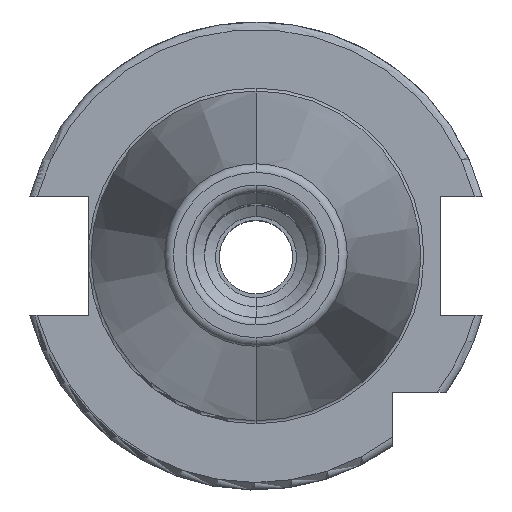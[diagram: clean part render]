
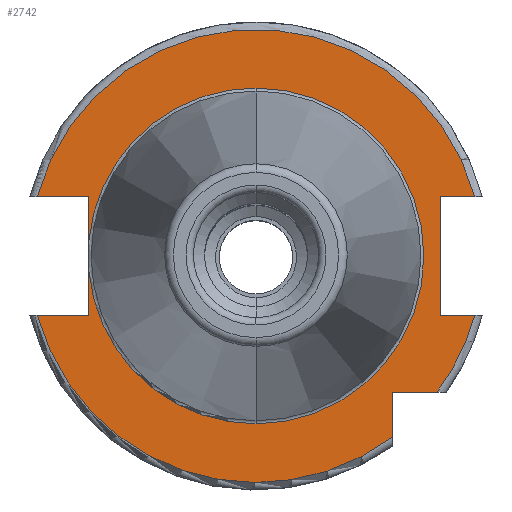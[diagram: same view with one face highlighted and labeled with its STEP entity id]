
A CAD part, top view. The second image highlights one B-rep face of the part: STEP entity #2742.
In plain terms, the highlighted planar face has unit normal (0, 0, 1).
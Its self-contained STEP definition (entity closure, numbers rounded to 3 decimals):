
#655=CARTESIAN_POINT('',(0,0,15.9));
#656=DIRECTION('',(0,0,1));
#657=DIRECTION('',(0.965,0.262,0));
#658=AXIS2_PLACEMENT_3D('',#655,#656,#657);
#706=CARTESIAN_POINT('',(0,0,15.9));
#707=DIRECTION('',(0,0,1));
#708=DIRECTION('',(-0.965,-0.262,0));
#709=AXIS2_PLACEMENT_3D('',#706,#707,#708);
#722=DIRECTION('',(1,0,0));
#723=VECTOR('',#722,7.004);
#724=CARTESIAN_POINT('',(-29.704,-8.05,15.9));
#725=LINE('',#724,#723);
#726=DIRECTION('',(0,1,0));
#727=VECTOR('',#726,5.917);
#728=CARTESIAN_POINT('',(-22.7,-8.05,15.9));
#729=LINE('',#728,#727);
#730=DIRECTION('',(0,1,0));
#731=VECTOR('',#730,5.917);
#732=CARTESIAN_POINT('',(-22.7,2.133,15.9));
#733=LINE('',#732,#731);
#734=DIRECTION('',(1,0,0));
#735=VECTOR('',#734,7.004);
#736=CARTESIAN_POINT('',(-29.704,8.05,15.9));
#737=LINE('',#736,#735);
#738=DIRECTION('',(-1,0,0));
#739=VECTOR('',#738,4.704);
#740=CARTESIAN_POINT('',(29.704,8.05,15.9));
#741=LINE('',#740,#739);
#742=DIRECTION('',(0,-1,0));
#743=VECTOR('',#742,16.1);
#744=CARTESIAN_POINT('',(25,8.05,15.9));
#745=LINE('',#744,#743);
#746=DIRECTION('',(-1,0,0));
#747=VECTOR('',#746,4.704);
#748=CARTESIAN_POINT('',(29.704,-8.05,15.9));
#749=LINE('',#748,#747);
#750=CARTESIAN_POINT('',(0,0,15.9));
#751=DIRECTION('',(0,0,1));
#752=DIRECTION('',(0.799,-0.601,0));
#753=AXIS2_PLACEMENT_3D('',#750,#751,#752);
#755=DIRECTION('',(-1,0,0));
#756=VECTOR('',#755,6.094);
#757=CARTESIAN_POINT('',(24.594,-18.5,15.9));
#758=LINE('',#757,#756);
#759=DIRECTION('',(0,1,0));
#760=VECTOR('',#759,6.094);
#761=CARTESIAN_POINT('',(18.5,-24.594,15.9));
#762=LINE('',#761,#760);
#773=CARTESIAN_POINT('',(0,0,15.9));
#774=DIRECTION('',(0,0,1));
#775=DIRECTION('',(0,1,0));
#776=AXIS2_PLACEMENT_3D('',#773,#774,#775);
#788=CARTESIAN_POINT('',(0,0,15.9));
#789=DIRECTION('',(0,0,1));
#790=DIRECTION('',(-0.996,-0.094,0));
#791=AXIS2_PLACEMENT_3D('',#788,#789,#790);
#793=CARTESIAN_POINT('',(0,0,15.9));
#794=DIRECTION('',(0,0,-1));
#795=DIRECTION('',(0,1,0));
#796=AXIS2_PLACEMENT_3D('',#793,#794,#795);
#1678=CARTESIAN_POINT('',(0,22.8,15.9));
#1680=VERTEX_POINT('',#1678);
#1700=CARTESIAN_POINT('',(0,-22.8,15.9));
#1702=VERTEX_POINT('',#1700);
#1848=CARTESIAN_POINT('',(-29.704,-8.05,15.9));
#1849=CARTESIAN_POINT('',(-22.7,-8.05,15.9));
#1850=VERTEX_POINT('',#1848);
#1851=VERTEX_POINT('',#1849);
#1852=CARTESIAN_POINT('',(-22.7,-2.133,15.9));
#1853=VERTEX_POINT('',#1852);
#1854=CARTESIAN_POINT('',(-22.7,2.133,15.9));
#1855=CARTESIAN_POINT('',(-22.7,8.05,15.9));
#1856=VERTEX_POINT('',#1854);
#1857=VERTEX_POINT('',#1855);
#1858=CARTESIAN_POINT('',(-29.704,8.05,15.9));
#1859=VERTEX_POINT('',#1858);
#1860=CARTESIAN_POINT('',(25,8.05,15.9));
#1861=CARTESIAN_POINT('',(25,-8.05,15.9));
#1862=VERTEX_POINT('',#1860);
#1863=VERTEX_POINT('',#1861);
#1864=CARTESIAN_POINT('',(29.704,-8.05,15.9));
#1865=VERTEX_POINT('',#1864);
#1866=CARTESIAN_POINT('',(29.704,8.05,15.9));
#1867=VERTEX_POINT('',#1866);
#1868=CARTESIAN_POINT('',(18.5,-24.594,15.9));
#1869=CARTESIAN_POINT('',(18.5,-18.5,15.9));
#1870=VERTEX_POINT('',#1868);
#1871=VERTEX_POINT('',#1869);
#1872=CARTESIAN_POINT('',(24.594,-18.5,15.9));
#1873=VERTEX_POINT('',#1872);
#2715=CARTESIAN_POINT('',(0,0,15.9));
#2716=DIRECTION('',(0,0,-1));
#2717=DIRECTION('',(0,-1,0));
#2718=AXIS2_PLACEMENT_3D('',#2715,#2716,#2717);
#2719=PLANE('',#2718);
#2720=ORIENTED_EDGE('',*,*,#2174,.T.);
#2721=ORIENTED_EDGE('',*,*,#2212,.T.);
#2723=ORIENTED_EDGE('',*,*,#2722,.T.);
#2725=ORIENTED_EDGE('',*,*,#2724,.F.);
#2727=ORIENTED_EDGE('',*,*,#2726,.T.);
#2728=ORIENTED_EDGE('',*,*,#2208,.T.);
#2729=ORIENTED_EDGE('',*,*,#2245,.F.);
#2730=ORIENTED_EDGE('',*,*,#2693,.F.);
#2732=ORIENTED_EDGE('',*,*,#2731,.T.);
#2734=ORIENTED_EDGE('',*,*,#2733,.T.);
#2735=ORIENTED_EDGE('',*,*,#2106,.F.);
#2736=ORIENTED_EDGE('',*,*,#2683,.F.);
#2737=ORIENTED_EDGE('',*,*,#2298,.T.);
#2738=ORIENTED_EDGE('',*,*,#2349,.F.);
#2739=ORIENTED_EDGE('',*,*,#2709,.F.);
#2740=EDGE_LOOP('',(#2720,#2721,#2723,#2725,#2727,#2728,#2729,#2730,#2732,#2734,
#2735,#2736,#2737,#2738,#2739));
#2741=FACE_OUTER_BOUND('',#2740,.F.);
#2742=ADVANCED_FACE('',(#2741),#2719,.F.);
#659=CIRCLE('',#658,30.775);
#710=CIRCLE('',#709,30.775);
#754=CIRCLE('',#753,30.775);
#777=CIRCLE('',#776,22.8);
#792=CIRCLE('',#791,22.8);
#797=CIRCLE('',#796,22.8);
#2106=EDGE_CURVE('',#1865,#1863,#749,.T.);
#2174=EDGE_CURVE('',#1850,#1851,#725,.T.);
#2208=EDGE_CURVE('',#1856,#1857,#733,.T.);
#2212=EDGE_CURVE('',#1851,#1853,#729,.T.);
#2245=EDGE_CURVE('',#1859,#1857,#737,.T.);
#2298=EDGE_CURVE('',#1873,#1871,#758,.T.);
#2349=EDGE_CURVE('',#1870,#1871,#762,.T.);
#2683=EDGE_CURVE('',#1873,#1865,#754,.T.);
#2693=EDGE_CURVE('',#1867,#1859,#659,.T.);
#2709=EDGE_CURVE('',#1850,#1870,#710,.T.);
#2722=EDGE_CURVE('',#1853,#1702,#792,.T.);
#2724=EDGE_CURVE('',#1680,#1702,#797,.T.);
#2726=EDGE_CURVE('',#1680,#1856,#777,.T.);
#2731=EDGE_CURVE('',#1867,#1862,#741,.T.);
#2733=EDGE_CURVE('',#1862,#1863,#745,.T.);
